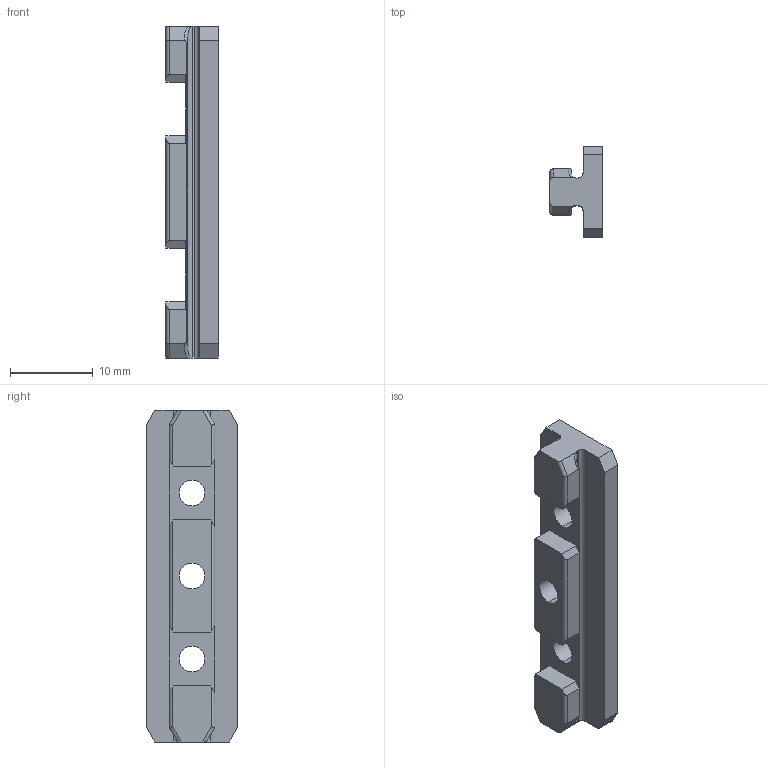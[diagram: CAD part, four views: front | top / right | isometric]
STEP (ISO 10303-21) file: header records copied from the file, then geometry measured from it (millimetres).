
FILE_DESCRIPTION (( 'STEP AP214' ), '1' );
FILE_NAME ('REV-41-1095.STEP', '2015-08-20T16:39:16', ( '' ), ( '' ), 'SwSTEP 2.0', 'SolidWorks 2014', '' );
FILE_SCHEMA (( 'AUTOMOTIVE_DESIGN' ));
Length unit declared in the file: millimetre
Products named in the file (1): REV-41-1095
Bounding box: 6.3 x 10.97 x 40 mm (x, y, z)
Volume: 1477.3 mm3; surface area: 1639.9 mm2
Topology: 1 solids, 1 shells, 64 faces, 182 edges, 120 vertices
Faces by surface type: plane 38, cylinder 22, bspline 4
Entity records: 2283 total; most frequent: CARTESIAN_POINT 670, ORIENTED_EDGE 364, DIRECTION 284, EDGE_CURVE 182, LINE 122, VECTOR 122, VERTEX_POINT 120, AXIS2_PLACEMENT_3D 81
